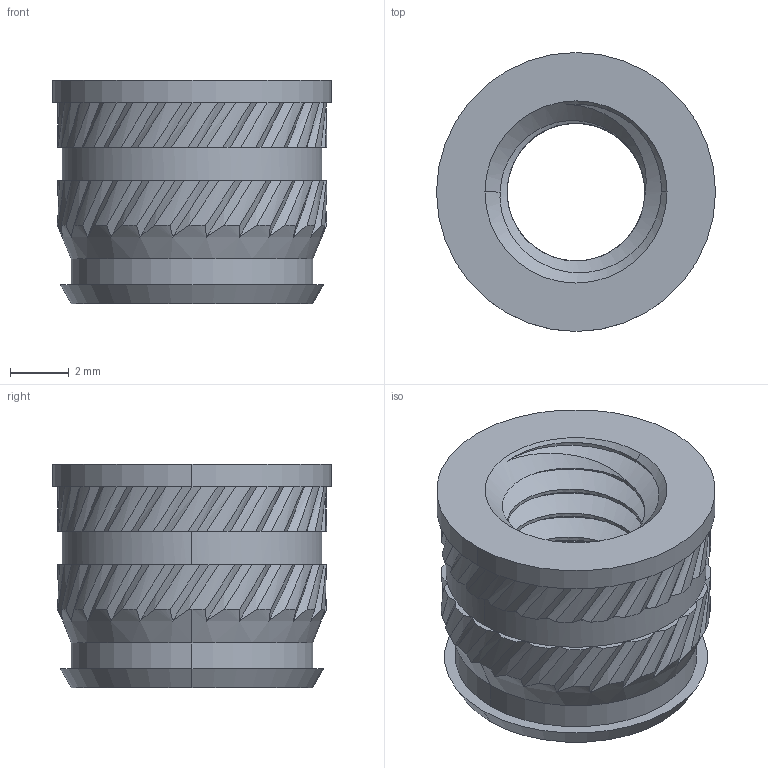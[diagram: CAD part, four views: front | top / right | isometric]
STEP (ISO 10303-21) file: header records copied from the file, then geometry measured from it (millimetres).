
FILE_DESCRIPTION (( 'STEP AP203' ), '1' );
FILE_NAME ('94180A371_Tapered Heat-Set Inserts for Plastic.STEP', '2023-02-03T19:54:47', ( 'Administrator' ), ( 'Managed by Terraform' ), 'SwSTEP 2.0', 'SolidWorks 2017', '' );
FILE_SCHEMA (( 'CONFIG_CONTROL_DESIGN' ));
Length unit declared in the file: millimetre
Products named in the file (1): 94180A371_Tapered Heat-Set Inserts for Plastic
Bounding box: 9.52 x 9.52 x 7.62 mm (x, y, z)
Volume: 298.7 mm3; surface area: 535.9 mm2
Topology: 1 solids, 1 shells, 234 faces, 591 edges, 361 vertices
Faces by surface type: bspline 99, cylinder 73, plane 52, cone 10
Entity records: 19828 total; most frequent: CARTESIAN_POINT 15472, ORIENTED_EDGE 1182, DIRECTION 644, EDGE_CURVE 591, VERTEX_POINT 361, AXIS2_PLACEMENT_3D 305, EDGE_LOOP 238, ADVANCED_FACE 234
